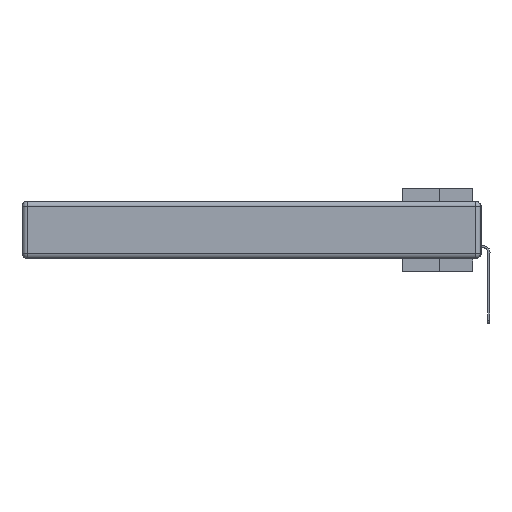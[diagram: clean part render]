
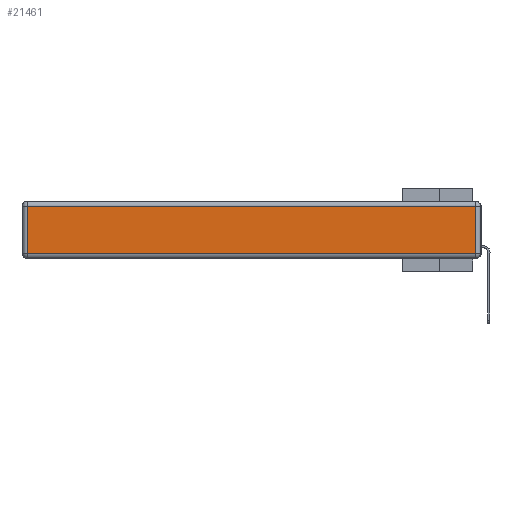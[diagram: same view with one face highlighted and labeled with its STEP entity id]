
A CAD part, left-side view. The second image highlights one B-rep face of the part: STEP entity #21461.
In plain terms, the highlighted planar face has unit normal (-1, 0, 0).
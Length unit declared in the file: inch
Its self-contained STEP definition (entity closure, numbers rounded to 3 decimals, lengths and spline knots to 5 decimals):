
#769 = DIRECTION ( 'NONE',  ( 0., 0., -1. ) ) ;
#1281 = VERTEX_POINT ( 'NONE', #31453 ) ;
#1650 = EDGE_CURVE ( 'NONE', #31656, #16359, #5842, .T. ) ;
#2226 = ORIENTED_EDGE ( 'NONE', *, *, #29426, .T. ) ;
#3400 = DIRECTION ( 'NONE',  ( 0., -1., 0. ) ) ;
#3471 = CARTESIAN_POINT ( 'NONE',  ( 0., 0., -0.343 ) ) ;
#5291 = VERTEX_POINT ( 'NONE', #20002 ) ;
#5842 = LINE ( 'NONE', #19890, #21229 ) ;
#8325 = CARTESIAN_POINT ( 'NONE',  ( 0., 2.72, -0.343 ) ) ;
#10118 = VECTOR ( 'NONE', #769, 39.37008 ) ;
#11061 = LINE ( 'NONE', #31747, #16919 ) ;
#11102 = PLANE ( 'NONE',  #12937 ) ;
#12937 = AXIS2_PLACEMENT_3D ( 'NONE', #3471, #27058, #29761 ) ;
#14159 = CARTESIAN_POINT ( 'NONE',  ( 0., 0., -0.313 ) ) ;
#16359 = VERTEX_POINT ( 'NONE', #28607 ) ;
#16919 = VECTOR ( 'NONE', #23706, 39.37008 ) ;
#17100 = DIRECTION ( 'NONE',  ( 0., 0., 1. ) ) ;
#18205 = LINE ( 'NONE', #14159, #20238 ) ;
#19256 = ORIENTED_EDGE ( 'NONE', *, *, #24244, .T. ) ;
#19293 = EDGE_CURVE ( 'NONE', #1281, #5291, #31379, .T. ) ;
#19890 = CARTESIAN_POINT ( 'NONE',  ( 0., 0.03, -0.343 ) ) ;
#20002 = CARTESIAN_POINT ( 'NONE',  ( 0., 2.72, -0.313 ) ) ;
#20238 = VECTOR ( 'NONE', #3400, 39.37008 ) ;
#21229 = VECTOR ( 'NONE', #17100, 39.37008 ) ;
#21461 = ADVANCED_FACE ( 'NONE', ( #27025 ), #11102, .T. ) ;
#23560 = CARTESIAN_POINT ( 'NONE',  ( 0., 0.03, -0.313 ) ) ;
#23706 = DIRECTION ( 'NONE',  ( 0., 1., 0. ) ) ;
#24244 = EDGE_CURVE ( 'NONE', #5291, #31656, #18205, .T. ) ;
#27025 = FACE_OUTER_BOUND ( 'NONE', #27579, .T. ) ;
#27058 = DIRECTION ( 'NONE',  ( -1., 0., 0. ) ) ;
#27579 = EDGE_LOOP ( 'NONE', ( #19256, #31802, #2226, #34435 ) ) ;
#28607 = CARTESIAN_POINT ( 'NONE',  ( 0., 0.03, -0.03 ) ) ;
#29426 = EDGE_CURVE ( 'NONE', #16359, #1281, #11061, .T. ) ;
#29761 = DIRECTION ( 'NONE',  ( 0., 0., 1. ) ) ;
#31379 = LINE ( 'NONE', #8325, #10118 ) ;
#31453 = CARTESIAN_POINT ( 'NONE',  ( 0., 2.72, -0.03 ) ) ;
#31656 = VERTEX_POINT ( 'NONE', #23560 ) ;
#31747 = CARTESIAN_POINT ( 'NONE',  ( 0., 2.75, -0.03 ) ) ;
#31802 = ORIENTED_EDGE ( 'NONE', *, *, #1650, .T. ) ;
#34435 = ORIENTED_EDGE ( 'NONE', *, *, #19293, .T. ) ;
